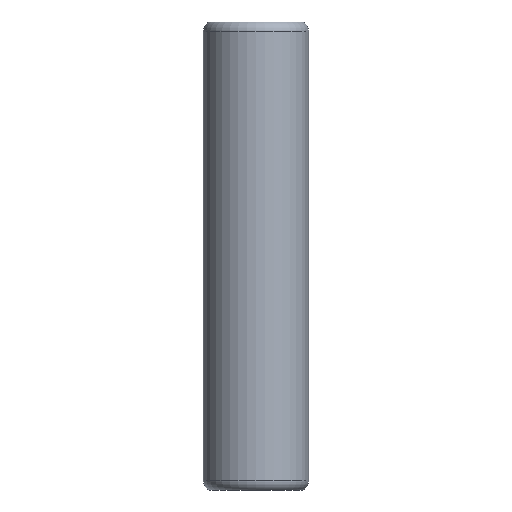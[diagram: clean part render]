
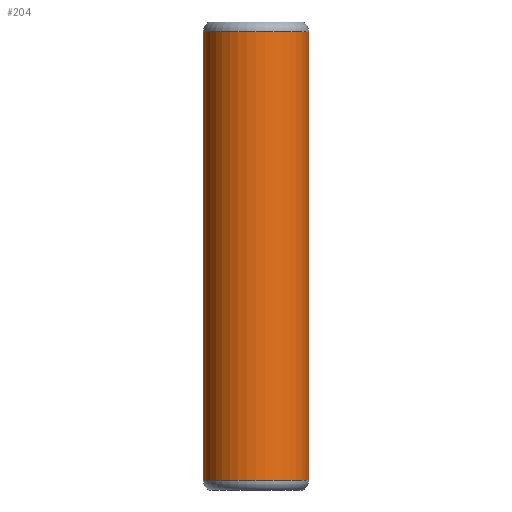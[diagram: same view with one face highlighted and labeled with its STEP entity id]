
A CAD part, front view. The second image highlights one B-rep face of the part: STEP entity #204.
In plain terms, the highlighted cylindrical face has radius 9 mm (diameter 18 mm), a partial arc.
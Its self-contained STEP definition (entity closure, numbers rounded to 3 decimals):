
#3 = EDGE_CURVE ( 'NONE', #386, #384, #109, .T. ) ;
#35 = EDGE_CURVE ( 'NONE', #385, #384, #125, .T. ) ;
#49 = EDGE_LOOP ( 'NONE', ( #84, #85, #86, #87 ) ) ;
#84 = ORIENTED_EDGE ( 'NONE', *, *, #3, .F. ) ;
#85 = ORIENTED_EDGE ( 'NONE', *, *, #353, .T. ) ;
#86 = ORIENTED_EDGE ( 'NONE', *, *, #352, .T. ) ;
#87 = ORIENTED_EDGE ( 'NONE', *, *, #35, .T. ) ;
#108 = VECTOR ( 'NONE', #393, 1000. ) ;
#109 = LINE ( 'NONE', #376, #108 ) ;
#125 = CIRCLE ( 'NONE', #219, 9. ) ;
#151 = FACE_OUTER_BOUND ( 'NONE', #49, .T. ) ;
#153 = CYLINDRICAL_SURFACE ( 'NONE', #238, 9. ) ;
#154 = LINE ( 'NONE', #268, #155 ) ;
#155 = VECTOR ( 'NONE', #269, 1000. ) ;
#156 = CIRCLE ( 'NONE', #232, 9. ) ;
#204 = ADVANCED_FACE ( 'NONE', ( #151 ), #153, .T. ) ;
#219 = AXIS2_PLACEMENT_3D ( 'NONE', #370, #372, #373 ) ;
#232 = AXIS2_PLACEMENT_3D ( 'NONE', #270, #273, #274 ) ;
#238 = AXIS2_PLACEMENT_3D ( 'NONE', #260, #261, #262 ) ;
#260 = CARTESIAN_POINT ( 'NONE',  ( 0., 0., 80. ) ) ;
#261 = DIRECTION ( 'NONE',  ( 0., 0., -1. ) ) ;
#262 = DIRECTION ( 'NONE',  ( -1., 0., 0. ) ) ;
#268 = CARTESIAN_POINT ( 'NONE',  ( -9., 0., 80. ) ) ;
#269 = DIRECTION ( 'NONE',  ( 0., 0., -1. ) ) ;
#270 = CARTESIAN_POINT ( 'NONE',  ( 0., 0., 78.327 ) ) ;
#271 = CARTESIAN_POINT ( 'NONE',  ( -9., 0., 78.327 ) ) ;
#273 = DIRECTION ( 'NONE',  ( 0., 0., -1. ) ) ;
#274 = DIRECTION ( 'NONE',  ( 1., 0., 0. ) ) ;
#278 = CARTESIAN_POINT ( 'NONE',  ( 9., 0., 1.673 ) ) ;
#279 = CARTESIAN_POINT ( 'NONE',  ( -9., 0., 1.673 ) ) ;
#280 = CARTESIAN_POINT ( 'NONE',  ( 9., 0., 78.327 ) ) ;
#352 = EDGE_CURVE ( 'NONE', #377, #385, #154, .T. ) ;
#353 = EDGE_CURVE ( 'NONE', #386, #377, #156, .T. ) ;
#370 = CARTESIAN_POINT ( 'NONE',  ( 0., 0., 1.673 ) ) ;
#372 = DIRECTION ( 'NONE',  ( 0., 0., 1. ) ) ;
#373 = DIRECTION ( 'NONE',  ( -1., 0., 0. ) ) ;
#376 = CARTESIAN_POINT ( 'NONE',  ( 9., 0., 80. ) ) ;
#377 = VERTEX_POINT ( 'NONE', #271 ) ;
#384 = VERTEX_POINT ( 'NONE', #278 ) ;
#385 = VERTEX_POINT ( 'NONE', #279 ) ;
#386 = VERTEX_POINT ( 'NONE', #280 ) ;
#393 = DIRECTION ( 'NONE',  ( 0., 0., -1. ) ) ;
